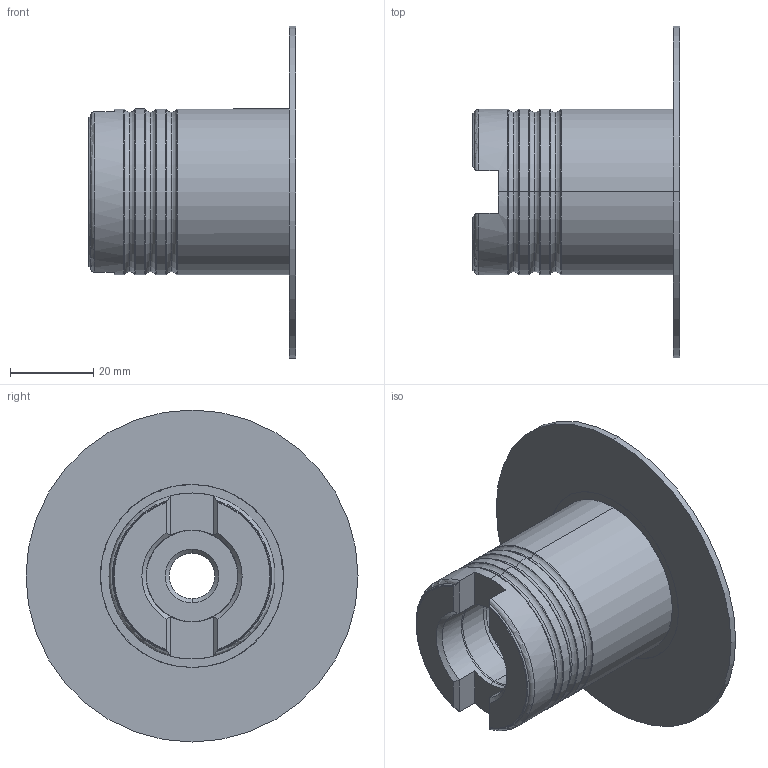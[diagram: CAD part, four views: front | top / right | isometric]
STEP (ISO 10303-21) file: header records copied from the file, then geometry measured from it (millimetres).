
FILE_DESCRIPTION (( 'STEP AP214' ), '1' );
FILE_NAME ('TFA-080-160-S06-7.STEP', '2019-05-22T12:46:25', ( '' ), ( '' ), 'SwSTEP 2.0', 'SolidWorks 2018', '' );
FILE_SCHEMA (( 'AUTOMOTIVE_DESIGN' ));
Length unit declared in the file: millimetre
Products named in the file (3): JSCHF182_1 pk; TFA-080-160-S06-7; JSCHF182 pk_Kontrolle
Assembly tree (2 placements, depth 2):
  TFA-080-160-S06-7
    JSCHF182_1 pk
    JSCHF182 pk_Kontrolle
Bounding box: 50 x 80 x 80 mm (x, y, z)
Volume: 54315.4 mm3; surface area: 21018.1 mm2
Topology: 2 solids, 2 shells, 167 faces, 420 edges, 245 vertices
Faces by surface type: cylinder 69, cone 50, torus 28, plane 20
Entity records: 5364 total; most frequent: DIRECTION 972, CARTESIAN_POINT 911, ORIENTED_EDGE 812, AXIS2_PLACEMENT_3D 414, EDGE_CURVE 406, VERTEX_POINT 245, CIRCLE 242, EDGE_LOOP 201
